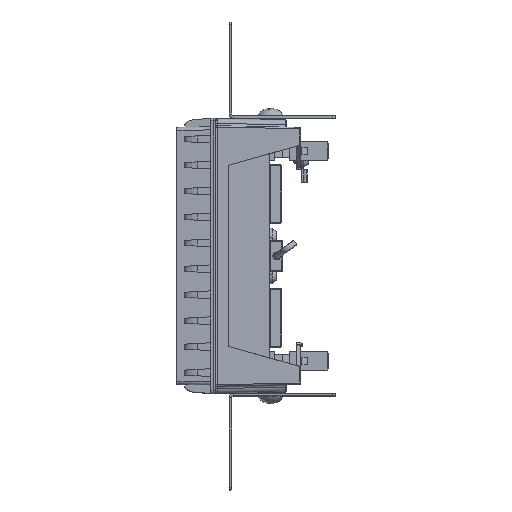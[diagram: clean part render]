
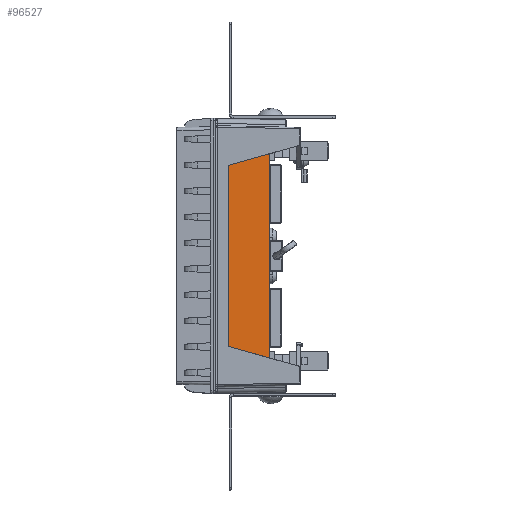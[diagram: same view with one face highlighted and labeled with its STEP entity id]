
A CAD part, top view. The second image highlights one B-rep face of the part: STEP entity #96527.
In plain terms, the highlighted face is planar.
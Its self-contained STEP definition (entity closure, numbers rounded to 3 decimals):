
#2049 = CARTESIAN_POINT ( 'NONE',  ( 47.395, 0., 25.25 ) ) ;
#2242 = VECTOR ( 'NONE', #66558, 1000. ) ;
#11416 = CARTESIAN_POINT ( 'NONE',  ( -47.395, 0., 25.25 ) ) ;
#12163 = VERTEX_POINT ( 'NONE', #15161 ) ;
#15161 = CARTESIAN_POINT ( 'NONE',  ( -46.647, -35.7, 24.502 ) ) ;
#16962 = DIRECTION ( 'NONE',  ( 0.021, 1., 0.021 ) ) ;
#21438 = ORIENTED_EDGE ( 'NONE', *, *, #63441, .F. ) ;
#26047 = CARTESIAN_POINT ( 'NONE',  ( 46.647, -35.7, 24.502 ) ) ;
#26764 = LINE ( 'NONE', #62336, #91694 ) ;
#27916 = CARTESIAN_POINT ( 'NONE',  ( -46.648, -35.69, 24.502 ) ) ;
#27998 = VERTEX_POINT ( 'NONE', #2049 ) ;
#38306 = EDGE_LOOP ( 'NONE', ( #21438, #69824, #78499, #81556 ) ) ;
#39202 = PLANE ( 'NONE',  #82475 ) ;
#42208 = EDGE_CURVE ( 'NONE', #27998, #62346, #64698, .T. ) ;
#43021 = EDGE_CURVE ( 'NONE', #62346, #12163, #62081, .T. ) ;
#47434 = DIRECTION ( 'NONE',  ( 0., -1., -0.021 ) ) ;
#50234 = CARTESIAN_POINT ( 'NONE',  ( 47.895, 0., 25.25 ) ) ;
#59502 = VECTOR ( 'NONE', #76639, 1000. ) ;
#62081 = LINE ( 'NONE', #27916, #59502 ) ;
#62336 = CARTESIAN_POINT ( 'NONE',  ( 47.895, -35.7, 24.502 ) ) ;
#62346 = VERTEX_POINT ( 'NONE', #11416 ) ;
#63441 = EDGE_CURVE ( 'NONE', #102232, #12163, #26764, .T. ) ;
#64698 = LINE ( 'NONE', #50234, #2242 ) ;
#66558 = DIRECTION ( 'NONE',  ( -1., 0., 0. ) ) ;
#69366 = LINE ( 'NONE', #73913, #90987 ) ;
#69824 = ORIENTED_EDGE ( 'NONE', *, *, #76030, .T. ) ;
#73913 = CARTESIAN_POINT ( 'NONE',  ( 47.395, 0.01, 25.25 ) ) ;
#76030 = EDGE_CURVE ( 'NONE', #102232, #27998, #69366, .T. ) ;
#76639 = DIRECTION ( 'NONE',  ( 0.021, -1., -0.021 ) ) ;
#78499 = ORIENTED_EDGE ( 'NONE', *, *, #42208, .T. ) ;
#79758 = CARTESIAN_POINT ( 'NONE',  ( 47.895, 0., 25.25 ) ) ;
#81556 = ORIENTED_EDGE ( 'NONE', *, *, #43021, .T. ) ;
#82217 = FACE_OUTER_BOUND ( 'NONE', #38306, .T. ) ;
#82475 = AXIS2_PLACEMENT_3D ( 'NONE', #79758, #96154, #47434 ) ;
#86552 = DIRECTION ( 'NONE',  ( -1., 0., 0. ) ) ;
#90987 = VECTOR ( 'NONE', #16962, 1000. ) ;
#91694 = VECTOR ( 'NONE', #86552, 1000. ) ;
#96154 = DIRECTION ( 'NONE',  ( 0., -0.021, 1. ) ) ;
#96527 = ADVANCED_FACE ( 'NONE', ( #82217 ), #39202, .T. ) ;
#102232 = VERTEX_POINT ( 'NONE', #26047 ) ;
